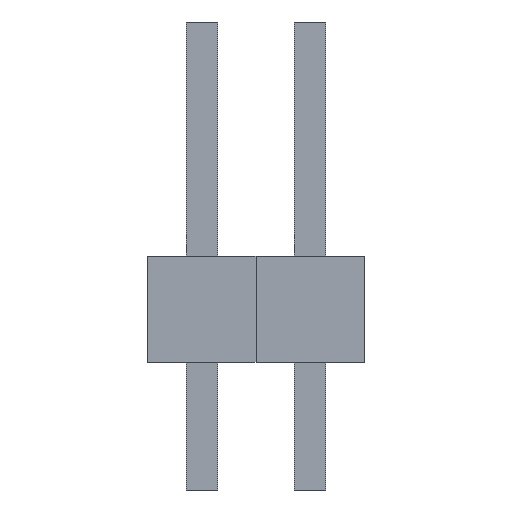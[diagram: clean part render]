
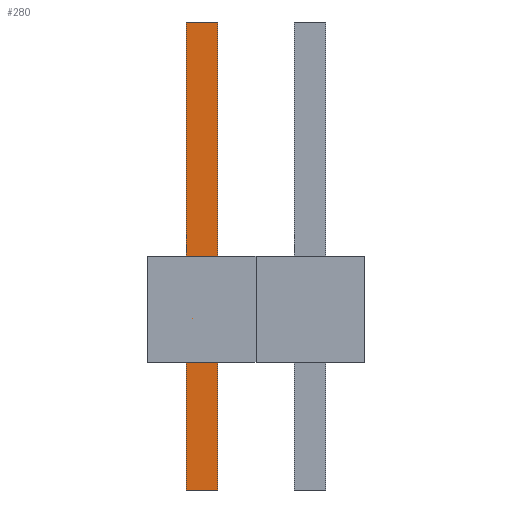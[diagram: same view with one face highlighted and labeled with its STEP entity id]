
A CAD part, front view. The second image highlights one B-rep face of the part: STEP entity #280.
In plain terms, the highlighted planar face has unit normal (0, -1, 0).
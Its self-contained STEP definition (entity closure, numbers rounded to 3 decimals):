
#13=DIRECTION('',(0.,0.,1.));
#14=DIRECTION('',(1.,0.,0.));
#121=VECTOR('',#13,1.);
#128=DIRECTION('',(0.,1.,0.));
#170=VECTOR('',#14,1.);
#234=EDGE_CURVE('',#235,#237,#239,.T.);
#235=VERTEX_POINT('',#236);
#236=CARTESIAN_POINT('',(-0.371,-0.371,-3.));
#237=VERTEX_POINT('',#238);
#238=CARTESIAN_POINT('',(-0.371,-0.371,8.));
#239=LINE('',#236,#121);
#258=ORIENTED_EDGE('',*,*,#259,.F.);
#259=EDGE_CURVE('',#260,#262,#264,.T.);
#260=VERTEX_POINT('',#261);
#261=CARTESIAN_POINT('',(0.371,-0.371,-3.));
#262=VERTEX_POINT('',#263);
#263=CARTESIAN_POINT('',(0.371,-0.371,8.));
#264=LINE('',#261,#121);
#280=ADVANCED_FACE('',(#281),#290,.F.);
#281=FACE_BOUND('',#282,.F.);
#282=EDGE_LOOP('',(#283,#286,#287,#258));
#283=ORIENTED_EDGE('',*,*,#284,.F.);
#284=EDGE_CURVE('',#235,#260,#285,.T.);
#285=LINE('',#236,#170);
#286=ORIENTED_EDGE('',*,*,#234,.T.);
#287=ORIENTED_EDGE('',*,*,#288,.T.);
#288=EDGE_CURVE('',#237,#262,#289,.T.);
#289=LINE('',#238,#170);
#290=PLANE('',#291);
#291=AXIS2_PLACEMENT_3D('',#236,#128,#13);
